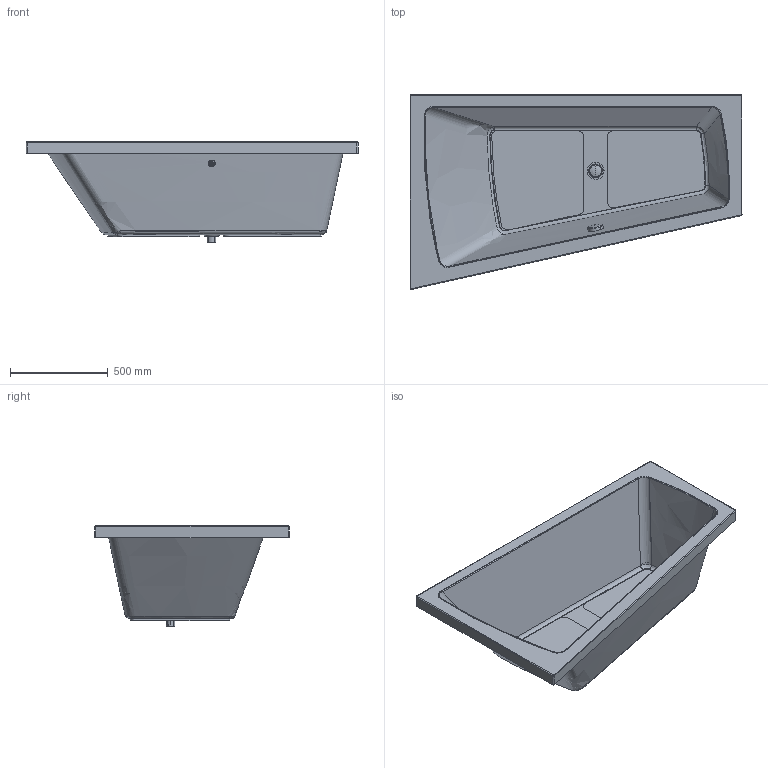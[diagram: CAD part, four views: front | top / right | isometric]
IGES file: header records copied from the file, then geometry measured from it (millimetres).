
Global section: file name: No Iges File Name specified; native system: Autodesk Inventor 2009; preprocessor: AutoDesk Inventor Iges Exporter R2009; author: Andreas; date: 20100722.223530; units: millimetre
Bounding box: 1700 x 998.26 x 513.37 mm (x, y, z)
Volume: 19800908.3 mm3; surface area: 6005280.8 mm2
Topology: 5 solids, 5 shells, 138 faces, 348 edges, 218 vertices
Faces by surface type: plane 43, cylinder 36, bspline 32, revolution 15, torus 10, cone 2
